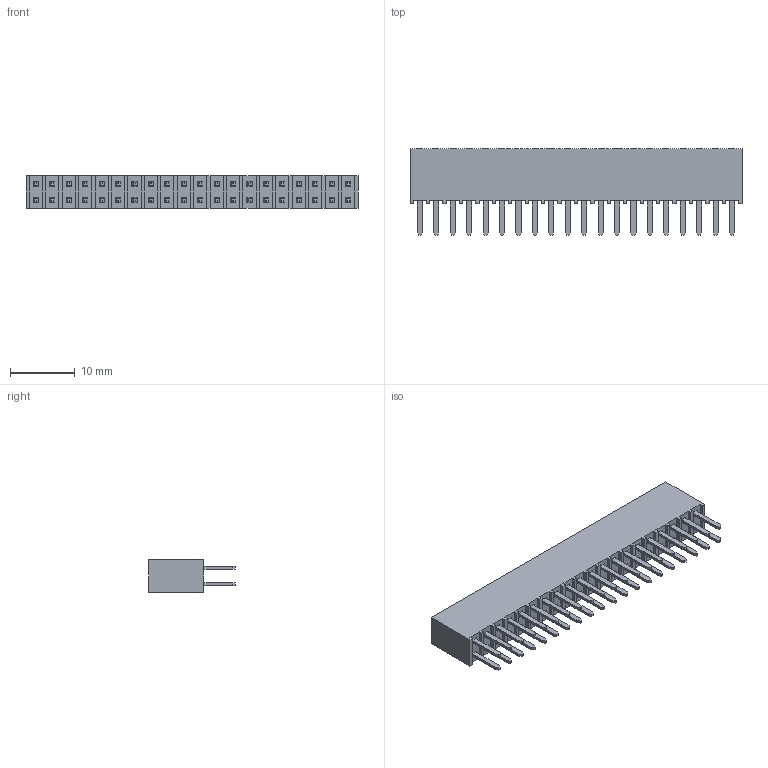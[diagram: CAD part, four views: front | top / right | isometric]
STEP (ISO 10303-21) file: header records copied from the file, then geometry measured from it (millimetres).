
FILE_DESCRIPTION(/* description */ ('STEP AP214'),/* implementation_level */ '2;1');
FILE_NAME(/* name */ 'SSW-120-22-G-D',/* time_stamp */ '2024-07-20T21:59:20+02:00',/* author */ ('License CC BY-ND 4.0'),/* organization */ ('CADENAS'),/* preprocessor_version */ 'ST-DEVELOPER v19.3',/* originating_system */ 'PARTsolutions',/* authorisation */ ' ');
FILE_SCHEMA (('AUTOMOTIVE_DESIGN {1 0 10303 214 3 1 1}'));
Length unit declared in the file: inch
Products named in the file (3): SSW-120-22-G-D; T1SSW-120-22-G-D; P2SSW-120-22-G-D
Assembly tree (2 placements, depth 2):
  SSW-120-22-G-D
    T1SSW-120-22-G-D
    P2SSW-120-22-G-D
Bounding box: 51.31 x 13.44 x 4.95 mm (x, y, z)
Volume: 1957.9 mm3; surface area: 3408.1 mm2
Topology: 2 solids, 2 shells, 532 faces, 1464 edges, 976 vertices
Faces by surface type: plane 532
Entity records: 16786 total; most frequent: CARTESIAN_POINT 2975, ORIENTED_EDGE 2928, DIRECTION 2534, EDGE_CURVE 1464, LINE 1464, VECTOR 1464, VERTEX_POINT 976, EDGE_LOOP 652
